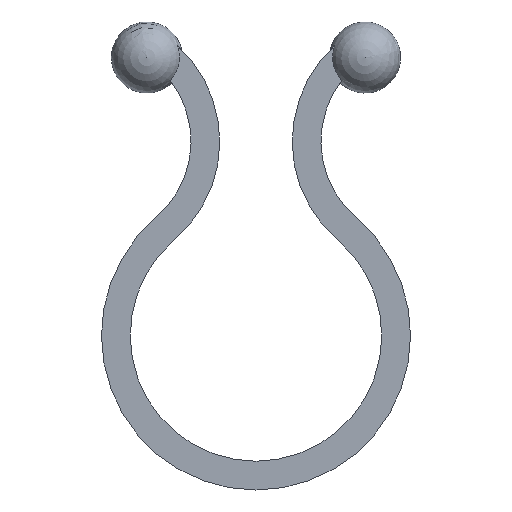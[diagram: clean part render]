
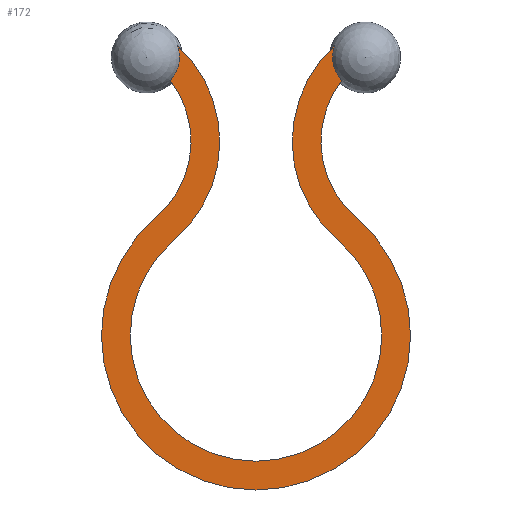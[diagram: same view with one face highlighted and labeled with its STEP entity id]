
A CAD part, front view. The second image highlights one B-rep face of the part: STEP entity #172.
In plain terms, the highlighted planar face has unit normal (0, -1, 0).
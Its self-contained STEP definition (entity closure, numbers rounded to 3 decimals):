
#20=PLANE('',#207);
#36=CIRCLE('',#190,2.427);
#39=CIRCLE('',#194,7.5);
#40=CIRCLE('',#196,9.65);
#42=CIRCLE('',#199,11.55);
#44=CIRCLE('',#202,9.4);
#46=CIRCLE('',#205,7.5);
#48=CIRCLE('',#208,9.65);
#49=CIRCLE('',#209,2.427);
#76=ORIENTED_EDGE('',*,*,#119,.F.);
#77=ORIENTED_EDGE('',*,*,#120,.T.);
#78=ORIENTED_EDGE('',*,*,#116,.T.);
#79=ORIENTED_EDGE('',*,*,#110,.T.);
#80=ORIENTED_EDGE('',*,*,#105,.T.);
#81=ORIENTED_EDGE('',*,*,#101,.T.);
#82=ORIENTED_EDGE('',*,*,#107,.F.);
#83=ORIENTED_EDGE('',*,*,#113,.F.);
#101=EDGE_CURVE('',#126,#124,#36,.F.);
#105=EDGE_CURVE('',#129,#126,#39,.T.);
#107=EDGE_CURVE('',#130,#124,#40,.T.);
#110=EDGE_CURVE('',#132,#129,#42,.T.);
#113=EDGE_CURVE('',#134,#130,#44,.T.);
#116=EDGE_CURVE('',#136,#132,#46,.T.);
#119=EDGE_CURVE('',#138,#134,#48,.T.);
#120=EDGE_CURVE('',#138,#136,#49,.F.);
#124=VERTEX_POINT('',#280);
#126=VERTEX_POINT('',#283);
#129=VERTEX_POINT('',#294);
#130=VERTEX_POINT('',#298);
#132=VERTEX_POINT('',#304);
#134=VERTEX_POINT('',#310);
#136=VERTEX_POINT('',#316);
#138=VERTEX_POINT('',#325);
#150=EDGE_LOOP('',(#76,#77,#78,#79,#80,#81,#82,#83));
#160=FACE_BOUND('',#150,.T.);
#172=ADVANCED_FACE('',(#160),#20,.T.);
#190=AXIS2_PLACEMENT_3D('',#282,#219,#220);
#194=AXIS2_PLACEMENT_3D('',#293,#227,#228);
#196=AXIS2_PLACEMENT_3D('',#297,#232,#233);
#199=AXIS2_PLACEMENT_3D('',#303,#239,#240);
#202=AXIS2_PLACEMENT_3D('',#309,#246,#247);
#205=AXIS2_PLACEMENT_3D('',#315,#253,#254);
#207=AXIS2_PLACEMENT_3D('',#323,#257,#258);
#208=AXIS2_PLACEMENT_3D('',#324,#259,#260);
#209=AXIS2_PLACEMENT_3D('',#326,#261,#262);
#219=DIRECTION('',(0.,-1.,0.));
#220=DIRECTION('',(0.,0.,-1.));
#227=DIRECTION('',(0.,1.,0.));
#228=DIRECTION('',(-0.649,0.,-0.761));
#232=DIRECTION('',(0.,1.,0.));
#233=DIRECTION('',(-0.649,0.,-0.761));
#239=DIRECTION('',(0.,-1.,0.));
#240=DIRECTION('',(-0.649,0.,0.761));
#246=DIRECTION('',(0.,-1.,0.));
#247=DIRECTION('',(-0.649,0.,0.761));
#253=DIRECTION('',(0.,1.,0.));
#254=DIRECTION('',(0.619,0.,0.785));
#257=DIRECTION('',(0.,-1.,0.));
#258=DIRECTION('',(0.,0.,-1.));
#259=DIRECTION('',(0.,1.,0.));
#260=DIRECTION('',(0.619,0.,0.785));
#261=DIRECTION('',(0.,-1.,0.));
#262=DIRECTION('',(0.,0.,-1.));
#280=CARTESIAN_POINT('',(5.893,-1.125,33.217));
#282=CARTESIAN_POINT('',(8.15,-1.125,32.325));
#283=CARTESIAN_POINT('',(6.414,-1.125,30.629));
#293=CARTESIAN_POINT('',(12.355,-1.125,26.05));
#294=CARTESIAN_POINT('',(7.491,-1.125,20.342));
#297=CARTESIAN_POINT('',(12.355,-1.125,26.05));
#298=CARTESIAN_POINT('',(6.096,-1.125,18.705));
#303=CARTESIAN_POINT('',(0.,-1.125,11.55));
#304=CARTESIAN_POINT('',(-7.491,-1.125,20.342));
#309=CARTESIAN_POINT('',(0.,-1.125,11.55));
#310=CARTESIAN_POINT('',(-6.096,-1.125,18.705));
#315=CARTESIAN_POINT('',(-12.355,-1.125,26.05));
#316=CARTESIAN_POINT('',(-6.414,-1.125,30.629));
#323=CARTESIAN_POINT('',(-7.713,-1.125,31.941));
#324=CARTESIAN_POINT('',(-12.355,-1.125,26.05));
#325=CARTESIAN_POINT('',(-5.893,-1.125,33.217));
#326=CARTESIAN_POINT('',(-8.15,-1.125,32.325));
